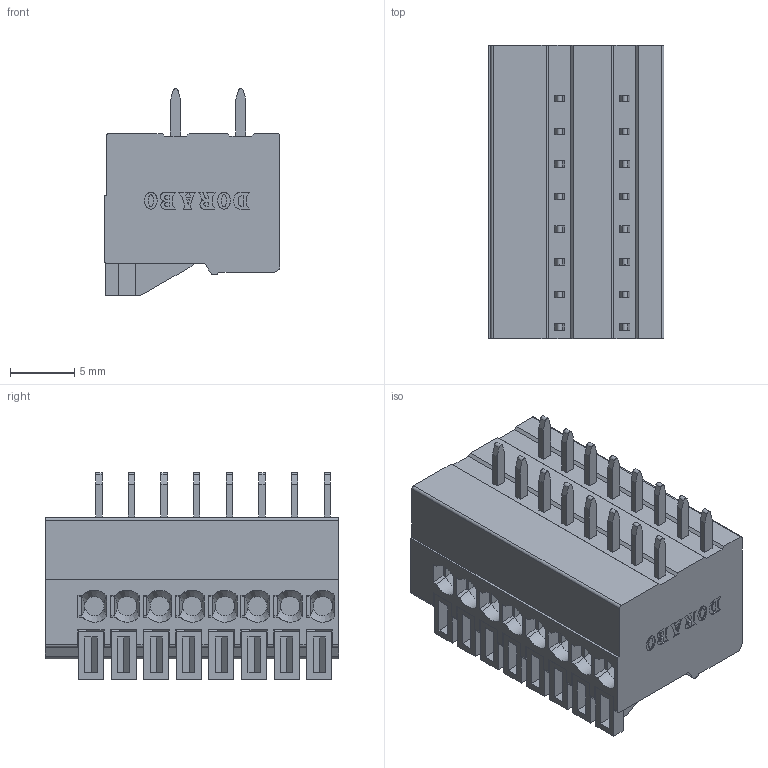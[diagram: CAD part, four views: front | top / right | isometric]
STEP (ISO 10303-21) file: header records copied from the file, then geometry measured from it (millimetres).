
FILE_DESCRIPTION((''),'2;1');
FILE_NAME('DB141R-254-1P','2023-07-05T',('86134'),(''),'PRO/ENGINEER BY PARAMETRIC TECHNOLOGY CORPORATION, 2010280','PRO/ENGINEER BY PARAMETRIC TECHNOLOGY CORPORATION, 2010280','');
FILE_SCHEMA(('CONFIG_CONTROL_DESIGN'));
Length unit declared in the file: millimetre
Products named in the file (1): DB141R-254-1P
Bounding box: 13.7 x 22.86 x 16.1 mm (x, y, z)
Volume: 3074.6 mm3; surface area: 2426.9 mm2
Topology: 1 solids, 43 shells, 1187 faces, 3101 edges, 2046 vertices
Faces by surface type: plane 903, cylinder 197, extrusion 64, cone 19, bspline 4
Entity records: 37847 total; most frequent: CARTESIAN_POINT 8308, ORIENTED_EDGE 6202, DIRECTION 5723, EDGE_CURVE 3101, VECTOR 2557, LINE 2493, VERTEX_POINT 2046, AXIS2_PLACEMENT_3D 1583
